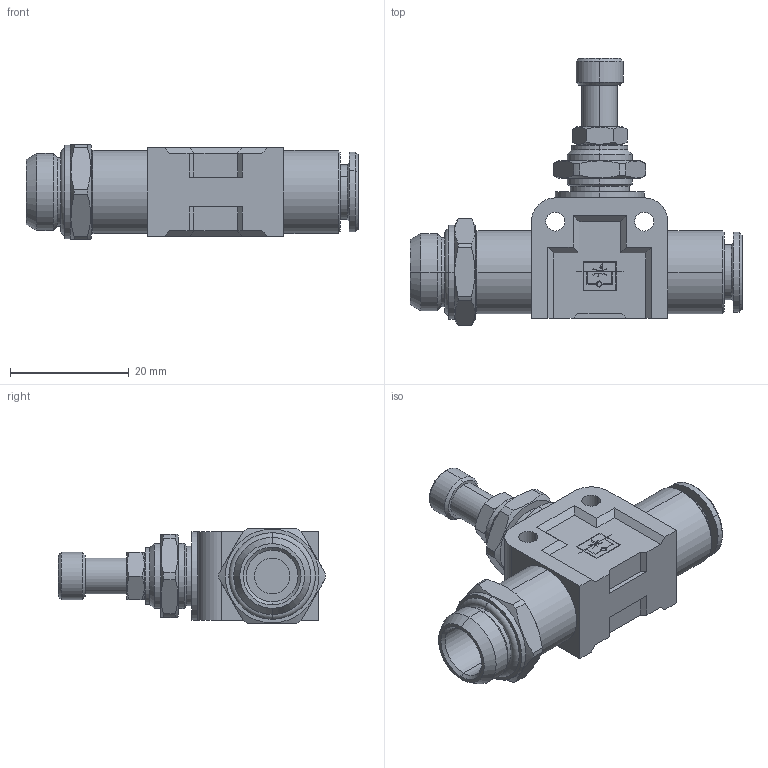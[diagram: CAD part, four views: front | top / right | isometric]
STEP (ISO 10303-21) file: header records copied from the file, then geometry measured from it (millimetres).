
FILE_DESCRIPTION (( 'STEP AP203' ), '1' );
FILE_NAME ('04250C42.STEP', '2011-06-30T07:02:05', ( 'Flavio' ), ( '' ), 'SwSTEP 2.0', 'SolidWorks 2011', '' );
FILE_SCHEMA (( 'CONFIG_CONTROL_DESIGN' ));
Length unit declared in the file: millimetre
Products named in the file (1): 04250C42
Bounding box: 56 x 45.04 x 16 mm (x, y, z)
Volume: 10956.4 mm3; surface area: 6121.8 mm2
Topology: 1 solids, 5 shells, 264 faces, 655 edges, 424 vertices
Faces by surface type: plane 141, cylinder 80, cone 41, torus 2
Entity records: 8216 total; most frequent: CARTESIAN_POINT 1812, ORIENTED_EDGE 1310, DIRECTION 1307, EDGE_CURVE 655, AXIS2_PLACEMENT_3D 451, VERTEX_POINT 424, VECTOR 405, LINE 405
